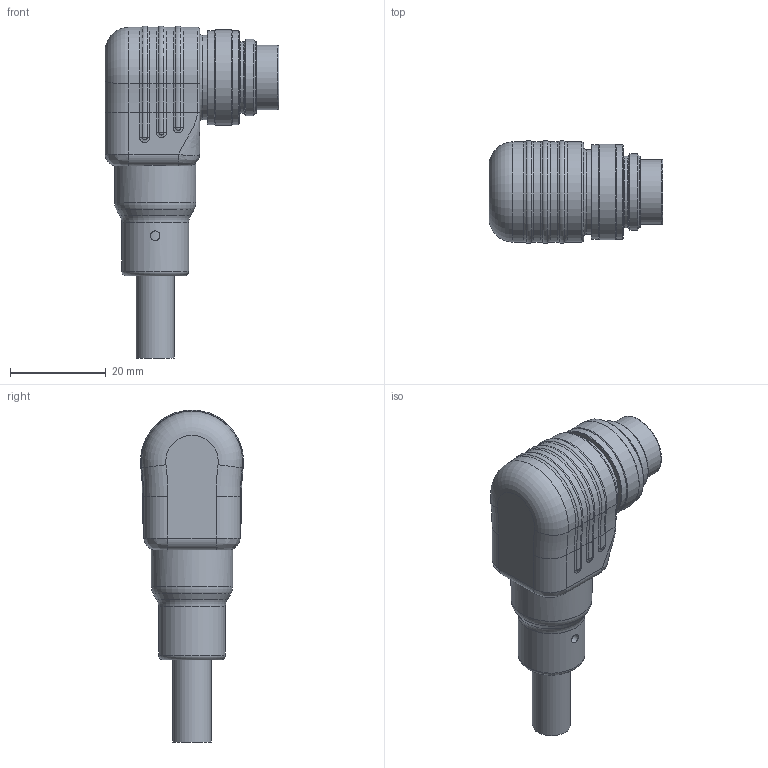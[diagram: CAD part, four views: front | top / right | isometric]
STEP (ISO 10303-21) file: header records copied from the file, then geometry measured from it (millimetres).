
FILE_DESCRIPTION(/* description */ (''),/* implementation_level */ '2;1');
FILE_NAME(/* name */ '00-4250-0032_bg.stp',/* time_stamp */ '2010-03-09T13:01:29+01:00',/* author */ (''),/* organization */ (''),/* preprocessor_version */ 'ST-DEVELOPER v11',/* originating_system */ 'UGS - NX 5.0',/* authorisation */ '');
FILE_SCHEMA (('CONFIG_CONTROL_DESIGN'));
Length unit declared in the file: millimetre
Products named in the file (1): kborF3C208xo
Bounding box: 36.4 x 21.57 x 69.5 mm (x, y, z)
Volume: 18656.8 mm3; surface area: 6241.1 mm2
Topology: 1 solids, 1 shells, 175 faces, 425 edges, 240 vertices
Faces by surface type: cylinder 74, torus 46, plane 21, sphere 20, cone 8, bspline 6
Full cylindrical faces by diameter (mm): 1 x14, 2 x2, 8 x1, 13.5 x1, 14 x2, 14.1 x1, 15 x2, 16 x1, 17 x1, 17.7 x1, 19.7 x2, 20 x1
Entity records: 4774 total; most frequent: CARTESIAN_POINT 1120, DIRECTION 846, ORIENTED_EDGE 616, AXIS2_PLACEMENT_3D 385, EDGE_CURVE 308, EDGE_LOOP 242, CIRCLE 215, VERTEX_POINT 202
